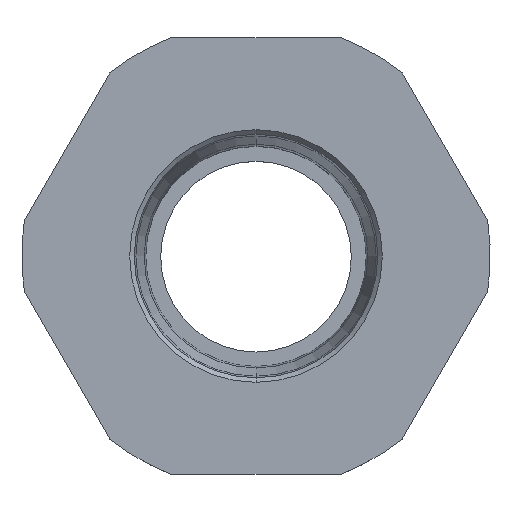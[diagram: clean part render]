
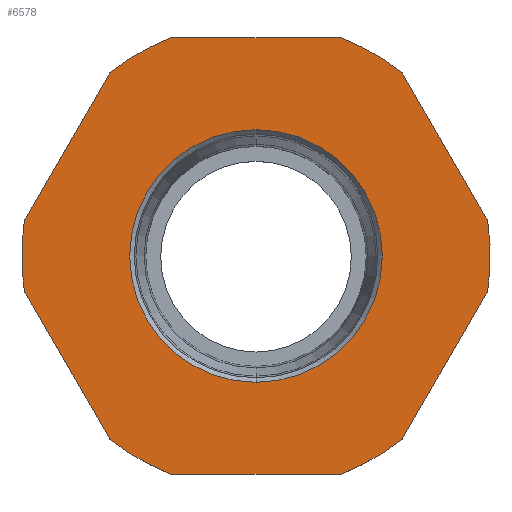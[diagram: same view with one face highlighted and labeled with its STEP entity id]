
A CAD part, top view. The second image highlights one B-rep face of the part: STEP entity #6578.
In plain terms, the highlighted planar face has unit normal (0, 0, 1).
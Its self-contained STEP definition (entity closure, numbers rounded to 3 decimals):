
#457=CARTESIAN_POINT('',(0.,0.,0.));
#458=DIRECTION('',(0.,0.,1.));
#459=DIRECTION('',(-0.364,0.931,0.));
#460=AXIS2_PLACEMENT_3D('',#457,#458,#459);
#462=DIRECTION('',(1.,0.,0.));
#463=VECTOR('',#462,7.427);
#464=CARTESIAN_POINT('',(-3.713,9.5,0.));
#465=LINE('',#464,#463);
#466=CARTESIAN_POINT('',(0.,0.,0.));
#467=DIRECTION('',(0.,0.,-1.));
#468=DIRECTION('',(0.364,0.931,0.));
#469=AXIS2_PLACEMENT_3D('',#466,#467,#468);
#471=DIRECTION('',(-0.5,0.866,0.));
#472=VECTOR('',#471,7.427);
#473=CARTESIAN_POINT('',(10.084,1.534,0.));
#474=LINE('',#473,#472);
#475=CARTESIAN_POINT('',(0.,0.,0.));
#476=DIRECTION('',(0.,0.,-1.));
#477=DIRECTION('',(0.989,0.15,0.));
#478=AXIS2_PLACEMENT_3D('',#475,#476,#477);
#480=DIRECTION('',(-0.5,-0.866,0.));
#481=VECTOR('',#480,7.427);
#482=CARTESIAN_POINT('',(10.084,-1.534,0.));
#483=LINE('',#482,#481);
#484=CARTESIAN_POINT('',(0.,0.,0.));
#485=DIRECTION('',(0.,0.,-1.));
#486=DIRECTION('',(0.625,-0.781,0.));
#487=AXIS2_PLACEMENT_3D('',#484,#485,#486);
#489=DIRECTION('',(-1.,0.,0.));
#490=VECTOR('',#489,7.427);
#491=CARTESIAN_POINT('',(3.713,-9.5,0.));
#492=LINE('',#491,#490);
#493=CARTESIAN_POINT('',(0.,0.,0.));
#494=DIRECTION('',(0.,0.,1.));
#495=DIRECTION('',(-0.625,-0.781,0.));
#496=AXIS2_PLACEMENT_3D('',#493,#494,#495);
#498=DIRECTION('',(0.5,-0.866,0.));
#499=VECTOR('',#498,7.427);
#500=CARTESIAN_POINT('',(-10.084,-1.534,0.));
#501=LINE('',#500,#499);
#502=CARTESIAN_POINT('',(0.,0.,0.));
#503=DIRECTION('',(0.,0.,1.));
#504=DIRECTION('',(-0.989,0.15,0.));
#505=AXIS2_PLACEMENT_3D('',#502,#503,#504);
#507=DIRECTION('',(0.5,0.866,0.));
#508=VECTOR('',#507,7.427);
#509=CARTESIAN_POINT('',(-10.084,1.534,0.));
#510=LINE('',#509,#508);
#511=CARTESIAN_POINT('',(0.,0.,0.));
#512=DIRECTION('',(0.,0.,-1.));
#513=DIRECTION('',(0.,-1.,0.));
#514=AXIS2_PLACEMENT_3D('',#511,#512,#513);
#516=CARTESIAN_POINT('',(0.,0.,0.));
#517=DIRECTION('',(0.,0.,-1.));
#518=DIRECTION('',(0.,1.,0.));
#519=AXIS2_PLACEMENT_3D('',#516,#517,#518);
#5392=CARTESIAN_POINT('',(-3.713,9.5,0.));
#5393=CARTESIAN_POINT('',(-6.37,7.966,0.));
#5394=VERTEX_POINT('',#5392);
#5395=VERTEX_POINT('',#5393);
#5396=CARTESIAN_POINT('',(-10.084,1.534,0.));
#5397=CARTESIAN_POINT('',(-10.084,-1.534,0.));
#5398=VERTEX_POINT('',#5396);
#5399=VERTEX_POINT('',#5397);
#5400=CARTESIAN_POINT('',(-6.37,-7.966,0.));
#5401=CARTESIAN_POINT('',(-3.713,-9.5,0.));
#5402=VERTEX_POINT('',#5400);
#5403=VERTEX_POINT('',#5401);
#5404=CARTESIAN_POINT('',(3.713,9.5,0.));
#5405=CARTESIAN_POINT('',(6.37,7.966,0.));
#5406=VERTEX_POINT('',#5404);
#5407=VERTEX_POINT('',#5405);
#5408=CARTESIAN_POINT('',(10.084,1.534,0.));
#5409=CARTESIAN_POINT('',(10.084,-1.534,0.));
#5410=VERTEX_POINT('',#5408);
#5411=VERTEX_POINT('',#5409);
#5412=CARTESIAN_POINT('',(6.37,-7.966,0.));
#5413=CARTESIAN_POINT('',(3.713,-9.5,0.));
#5414=VERTEX_POINT('',#5412);
#5415=VERTEX_POINT('',#5413);
#5696=CARTESIAN_POINT('',(0.,-5.5,0.));
#5697=CARTESIAN_POINT('',(0.,5.5,0.));
#5698=VERTEX_POINT('',#5696);
#5699=VERTEX_POINT('',#5697);
#6542=CARTESIAN_POINT('',(0.,0.,0.));
#6543=DIRECTION('',(0.,0.,1.));
#6544=DIRECTION('',(0.,1.,0.));
#6545=AXIS2_PLACEMENT_3D('',#6542,#6543,#6544);
#6546=PLANE('',#6545);
#6548=ORIENTED_EDGE('',*,*,#6547,.F.);
#6550=ORIENTED_EDGE('',*,*,#6549,.T.);
#6552=ORIENTED_EDGE('',*,*,#6551,.T.);
#6554=ORIENTED_EDGE('',*,*,#6553,.F.);
#6556=ORIENTED_EDGE('',*,*,#6555,.T.);
#6558=ORIENTED_EDGE('',*,*,#6557,.T.);
#6560=ORIENTED_EDGE('',*,*,#6559,.T.);
#6562=ORIENTED_EDGE('',*,*,#6561,.T.);
#6564=ORIENTED_EDGE('',*,*,#6563,.F.);
#6566=ORIENTED_EDGE('',*,*,#6565,.F.);
#6568=ORIENTED_EDGE('',*,*,#6567,.F.);
#6570=ORIENTED_EDGE('',*,*,#6569,.T.);
#6571=EDGE_LOOP('',(#6548,#6550,#6552,#6554,#6556,#6558,#6560,#6562,#6564,#6566,
#6568,#6570));
#6572=FACE_OUTER_BOUND('',#6571,.F.);
#6574=ORIENTED_EDGE('',*,*,#6573,.F.);
#6575=ORIENTED_EDGE('',*,*,#6532,.F.);
#6576=EDGE_LOOP('',(#6574,#6575));
#6577=FACE_BOUND('',#6576,.F.);
#461=CIRCLE('',#460,10.2);
#470=CIRCLE('',#469,10.2);
#479=CIRCLE('',#478,10.2);
#488=CIRCLE('',#487,10.2);
#497=CIRCLE('',#496,10.2);
#506=CIRCLE('',#505,10.2);
#515=CIRCLE('',#514,5.5);
#520=CIRCLE('',#519,5.5);
#6532=EDGE_CURVE('',#5699,#5698,#520,.T.);
#6547=EDGE_CURVE('',#5394,#5395,#461,.T.);
#6549=EDGE_CURVE('',#5394,#5406,#465,.T.);
#6551=EDGE_CURVE('',#5406,#5407,#470,.T.);
#6553=EDGE_CURVE('',#5410,#5407,#474,.T.);
#6555=EDGE_CURVE('',#5410,#5411,#479,.T.);
#6557=EDGE_CURVE('',#5411,#5414,#483,.T.);
#6559=EDGE_CURVE('',#5414,#5415,#488,.T.);
#6561=EDGE_CURVE('',#5415,#5403,#492,.T.);
#6563=EDGE_CURVE('',#5402,#5403,#497,.T.);
#6565=EDGE_CURVE('',#5399,#5402,#501,.T.);
#6567=EDGE_CURVE('',#5398,#5399,#506,.T.);
#6569=EDGE_CURVE('',#5398,#5395,#510,.T.);
#6573=EDGE_CURVE('',#5698,#5699,#515,.T.);
#6578=ADVANCED_FACE('',(#6572,#6577),#6546,.T.);
